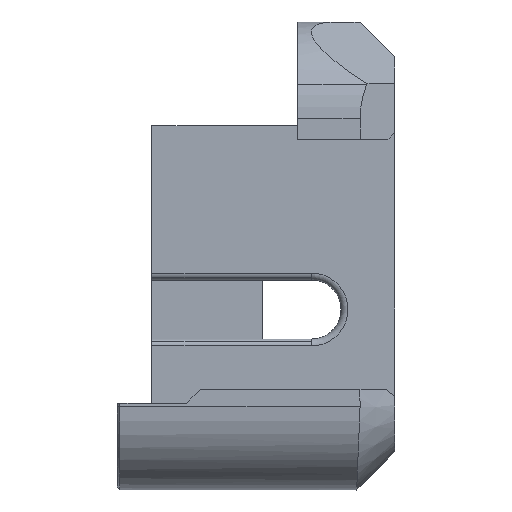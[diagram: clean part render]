
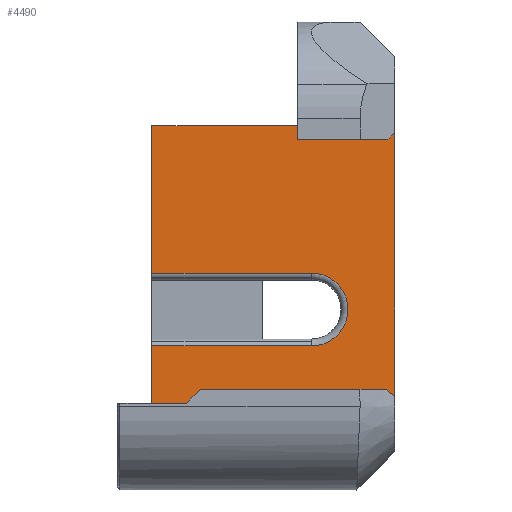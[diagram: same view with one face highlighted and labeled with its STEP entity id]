
A CAD part, left-side view. The second image highlights one B-rep face of the part: STEP entity #4490.
In plain terms, the highlighted planar face has unit normal (-1, 0, 0).
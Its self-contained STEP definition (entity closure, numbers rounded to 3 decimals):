
#350 = VERTEX_POINT ( 'NONE', #6414 ) ;
#1461 = DIRECTION ( 'NONE',  ( -1., 0., 0. ) ) ;
#1525 = EDGE_CURVE ( 'NONE', #16267, #350, #5765, .T. ) ;
#1573 = ORIENTED_EDGE ( 'NONE', *, *, #8914, .F. ) ;
#1580 = DIRECTION ( 'NONE',  ( 0., -1., 0. ) ) ;
#1776 = DIRECTION ( 'NONE',  ( 0., -1., 0. ) ) ;
#1853 = LINE ( 'NONE', #3119, #13442 ) ;
#2509 = CARTESIAN_POINT ( 'NONE',  ( 131.217, -142.43, 71. ) ) ;
#2959 = VECTOR ( 'NONE', #3313, 1000. ) ;
#3119 = CARTESIAN_POINT ( 'NONE',  ( 131.217, -145.43, 71. ) ) ;
#3140 = LINE ( 'NONE', #14117, #13922 ) ;
#3159 = EDGE_CURVE ( 'NONE', #4190, #17698, #11581, .T. ) ;
#3178 = LINE ( 'NONE', #8745, #6593 ) ;
#3313 = DIRECTION ( 'NONE',  ( 0., 0., 1. ) ) ;
#3810 = CARTESIAN_POINT ( 'NONE',  ( 131.217, -119.43, 102.75 ) ) ;
#4141 = ORIENTED_EDGE ( 'NONE', *, *, #5398, .T. ) ;
#4190 = VERTEX_POINT ( 'NONE', #3810 ) ;
#4490 = ADVANCED_FACE ( 'NONE', ( #10091 ), #15678, .T. ) ;
#4612 = DIRECTION ( 'NONE',  ( -1., 0., 0. ) ) ;
#5398 = EDGE_CURVE ( 'NONE', #5877, #15470, #3140, .T. ) ;
#5577 = DIRECTION ( 'NONE',  ( 0., -1., 0. ) ) ;
#5765 = CIRCLE ( 'NONE', #8377, 5.25 ) ;
#5877 = VERTEX_POINT ( 'NONE', #7750 ) ;
#6414 = CARTESIAN_POINT ( 'NONE',  ( 131.217, -142.43, 81.5 ) ) ;
#6418 = CARTESIAN_POINT ( 'NONE',  ( 131.217, -119.43, 71. ) ) ;
#6593 = VECTOR ( 'NONE', #16896, 1000. ) ;
#6838 = EDGE_CURVE ( 'NONE', #10542, #16267, #1853, .T. ) ;
#7342 = LINE ( 'NONE', #11642, #2959 ) ;
#7475 = ORIENTED_EDGE ( 'NONE', *, *, #13330, .F. ) ;
#7750 = CARTESIAN_POINT ( 'NONE',  ( 131.217, -119.43, 62.75 ) ) ;
#7781 = AXIS2_PLACEMENT_3D ( 'NONE', #11567, #4612, #10181 ) ;
#7970 = EDGE_CURVE ( 'NONE', #16222, #15470, #12923, .T. ) ;
#7976 = EDGE_CURVE ( 'NONE', #350, #17602, #8600, .T. ) ;
#8148 = CARTESIAN_POINT ( 'NONE',  ( 131.217, -142.43, 76.25 ) ) ;
#8197 = LINE ( 'NONE', #12408, #14527 ) ;
#8235 = CARTESIAN_POINT ( 'NONE',  ( 131.217, -154.43, 62.75 ) ) ;
#8377 = AXIS2_PLACEMENT_3D ( 'NONE', #8148, #1461, #5577 ) ;
#8527 = VECTOR ( 'NONE', #10473, 1000. ) ;
#8600 = LINE ( 'NONE', #12831, #9070 ) ;
#8745 = CARTESIAN_POINT ( 'NONE',  ( 131.217, -119.43, 62.75 ) ) ;
#8914 = EDGE_CURVE ( 'NONE', #17602, #4190, #7342, .T. ) ;
#9070 = VECTOR ( 'NONE', #14100, 1000. ) ;
#9333 = ORIENTED_EDGE ( 'NONE', *, *, #6838, .F. ) ;
#9711 = CARTESIAN_POINT ( 'NONE',  ( 131.217, -154.43, 102.75 ) ) ;
#10091 = FACE_OUTER_BOUND ( 'NONE', #10159, .T. ) ;
#10121 = ORIENTED_EDGE ( 'NONE', *, *, #1525, .F. ) ;
#10159 = EDGE_LOOP ( 'NONE', ( #17404, #10121, #9333, #7475, #4141, #15544, #10391, #10785, #1573 ) ) ;
#10181 = DIRECTION ( 'NONE',  ( 0., 0., 1. ) ) ;
#10391 = ORIENTED_EDGE ( 'NONE', *, *, #15796, .F. ) ;
#10473 = DIRECTION ( 'NONE',  ( 0., -1., 0. ) ) ;
#10527 = VECTOR ( 'NONE', #15555, 1000. ) ;
#10542 = VERTEX_POINT ( 'NONE', #6418 ) ;
#10785 = ORIENTED_EDGE ( 'NONE', *, *, #3159, .F. ) ;
#11537 = CARTESIAN_POINT ( 'NONE',  ( 131.217, -154.43, 102.75 ) ) ;
#11567 = CARTESIAN_POINT ( 'NONE',  ( 131.217, -153.43, 102.75 ) ) ;
#11581 = LINE ( 'NONE', #16344, #8527 ) ;
#11642 = CARTESIAN_POINT ( 'NONE',  ( 131.217, -119.43, 62.75 ) ) ;
#12408 = CARTESIAN_POINT ( 'NONE',  ( 131.217, -153.43, 102.75 ) ) ;
#12831 = CARTESIAN_POINT ( 'NONE',  ( 131.217, -136.43, 81.5 ) ) ;
#12923 = LINE ( 'NONE', #11537, #10527 ) ;
#13330 = EDGE_CURVE ( 'NONE', #5877, #10542, #3178, .T. ) ;
#13442 = VECTOR ( 'NONE', #1580, 1000. ) ;
#13922 = VECTOR ( 'NONE', #1776, 1000. ) ;
#14100 = DIRECTION ( 'NONE',  ( 0., 1., 0. ) ) ;
#14117 = CARTESIAN_POINT ( 'NONE',  ( 131.217, -153.43, 62.75 ) ) ;
#14527 = VECTOR ( 'NONE', #16691, 1000. ) ;
#15470 = VERTEX_POINT ( 'NONE', #8235 ) ;
#15544 = ORIENTED_EDGE ( 'NONE', *, *, #7970, .F. ) ;
#15555 = DIRECTION ( 'NONE',  ( 0., 0., -1. ) ) ;
#15678 = PLANE ( 'NONE',  #7781 ) ;
#15796 = EDGE_CURVE ( 'NONE', #17698, #16222, #8197, .T. ) ;
#15865 = CARTESIAN_POINT ( 'NONE',  ( 131.217, -140.43, 102.75 ) ) ;
#16222 = VERTEX_POINT ( 'NONE', #9711 ) ;
#16267 = VERTEX_POINT ( 'NONE', #2509 ) ;
#16344 = CARTESIAN_POINT ( 'NONE',  ( 131.217, -153.43, 102.75 ) ) ;
#16691 = DIRECTION ( 'NONE',  ( 0., -1., 0. ) ) ;
#16896 = DIRECTION ( 'NONE',  ( 0., 0., 1. ) ) ;
#17404 = ORIENTED_EDGE ( 'NONE', *, *, #7976, .F. ) ;
#17602 = VERTEX_POINT ( 'NONE', #17995 ) ;
#17698 = VERTEX_POINT ( 'NONE', #15865 ) ;
#17995 = CARTESIAN_POINT ( 'NONE',  ( 131.217, -119.43, 81.5 ) ) ;
